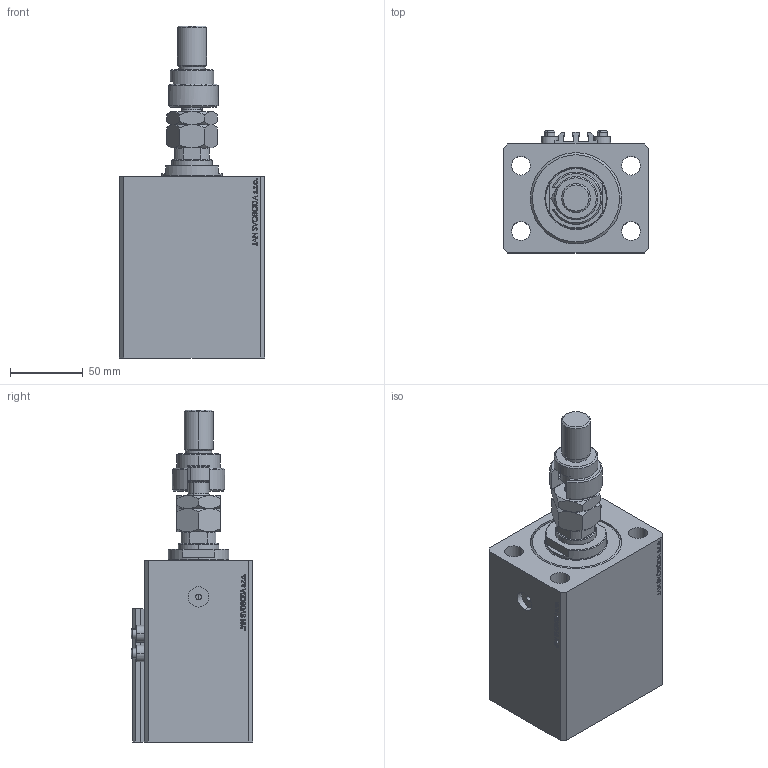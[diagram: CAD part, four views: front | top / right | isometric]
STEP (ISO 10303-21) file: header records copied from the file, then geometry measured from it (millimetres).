
FILE_DESCRIPTION (( 'STEP AP203' ), '1' );
FILE_NAME ('3376.STEP', '2022-04-09T15:25:24', ( '' ), ( '' ), 'SwSTEP 2.0', 'SolidWorks 2019', '' );
FILE_SCHEMA (( 'CONFIG_CONTROL_DESIGN' ));
Length unit declared in the file: millimetre
Products named in the file (8): V250CE_VC_C 5c52338dc7a27afe3576e6a349d63843; 3376; FEMALE_PART_FOR_DFA 5c52338dc7a27afe3576e6a349d63843; ALLEN BOLT V250CE 5c52338dc7a27afe3576e6a349d63843; MFA 5c52338dc7a27afe3576e6a349d63843; V250CE_C_Body 5c52338dc7a27afe3576e6a349d63843; V250CE_C_VCP 5c52338dc7a27afe3576e6a349d63843; DFA 5c52338dc7a27afe3576e6a349d63843
Assembly tree (10 placements, depth 3):
  3376
    V250CE_C_Body 5c52338dc7a27afe3576e6a349d63843
    ALLEN BOLT V250CE 5c52338dc7a27afe3576e6a349d63843  x4
    V250CE_C_VCP 5c52338dc7a27afe3576e6a349d63843
    V250CE_VC_C 5c52338dc7a27afe3576e6a349d63843
    DFA 5c52338dc7a27afe3576e6a349d63843
      FEMALE_PART_FOR_DFA 5c52338dc7a27afe3576e6a349d63843
      MFA 5c52338dc7a27afe3576e6a349d63843
Bounding box: 100 x 84 x 228.9 mm (x, y, z)
Volume: 868457 mm3; surface area: 157895.1 mm2
Topology: 10 solids, 10 shells, 1123 faces, 2795 edges, 1813 vertices
Faces by surface type: plane 532, bspline 374, cylinder 101, cone 98, torus 18
Entity records: 50204 total; most frequent: CARTESIAN_POINT 26630, ORIENTED_EDGE 5280, DIRECTION 3436, EDGE_CURVE 2640, VERTEX_POINT 1729, VECTOR 1550, LINE 1550, EDGE_LOOP 1175
